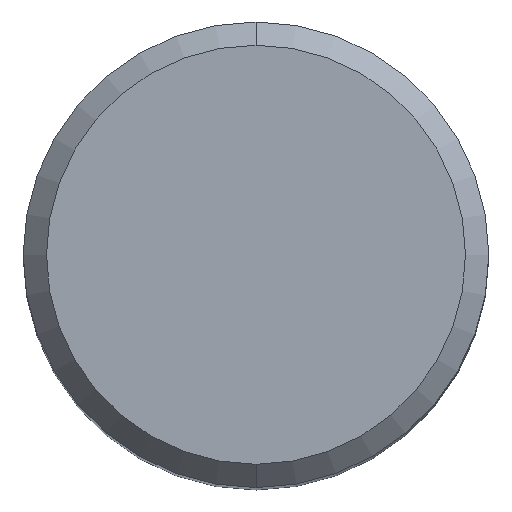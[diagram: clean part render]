
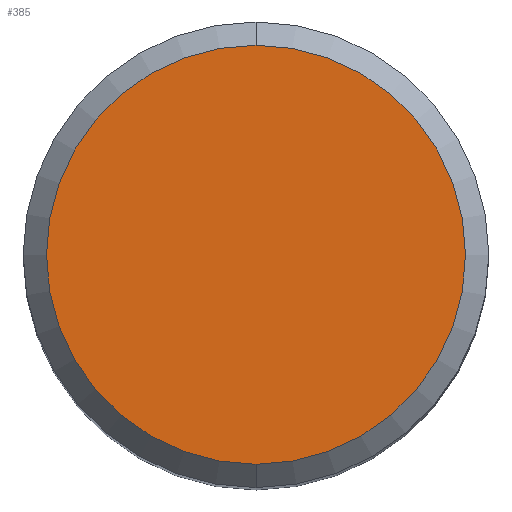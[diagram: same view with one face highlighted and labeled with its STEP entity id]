
A CAD part, top view. The second image highlights one B-rep face of the part: STEP entity #385.
In plain terms, the highlighted planar face has unit normal (0, 0, 1).
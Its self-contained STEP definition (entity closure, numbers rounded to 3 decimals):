
#293=EDGE_CURVE('',#341,#455,#610,.T.);
#309=EDGE_CURVE('',#455,#341,#627,.T.);
#341=VERTEX_POINT('',#664);
#385=ADVANCED_FACE('',(#715),#716,.T.);
#455=VERTEX_POINT('',#790);
#610=CIRCLE('',#1159,7.2);
#627=CIRCLE('',#1183,7.2);
#664=CARTESIAN_POINT('',(0.,-7.2,0.0));
#715=FACE_OUTER_BOUND('',#1353,.T.);
#716=PLANE('',#1354);
#790=CARTESIAN_POINT('',(0.0,7.2,0.0));
#1159=AXIS2_PLACEMENT_3D('',#1627,#1628,#1629);
#1183=AXIS2_PLACEMENT_3D('',#1644,#1645,#1646);
#1353=EDGE_LOOP('',(#1775,#1776));
#1354=AXIS2_PLACEMENT_3D('',#1777,#1778,#1779);
#1627=CARTESIAN_POINT('',(0.0,0.0,0.0));
#1628=DIRECTION('',(0.0,0.0,-1.0));
#1629=DIRECTION('',(0.0,1.0,0.0));
#1644=CARTESIAN_POINT('',(0.0,0.0,0.0));
#1645=DIRECTION('',(0.0,0.0,-1.0));
#1646=DIRECTION('',(0.0,1.0,0.0));
#1775=ORIENTED_EDGE('',*,*,#309,.F.);
#1776=ORIENTED_EDGE('',*,*,#293,.F.);
#1777=CARTESIAN_POINT('',(0.0,3.6,0.0));
#1778=DIRECTION('',(-0.0,0.0,1.0));
#1779=DIRECTION('',(0.0,-1.0,0.0));
